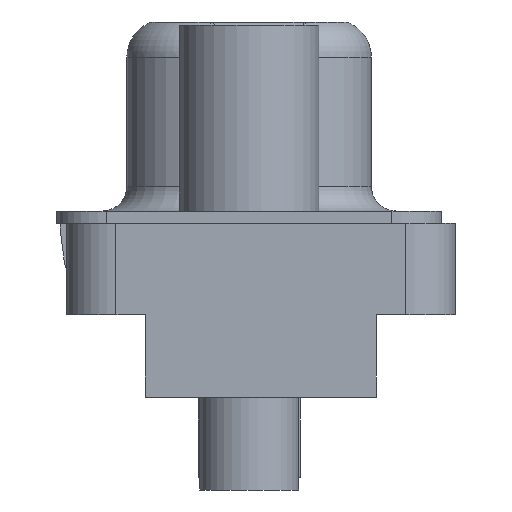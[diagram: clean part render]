
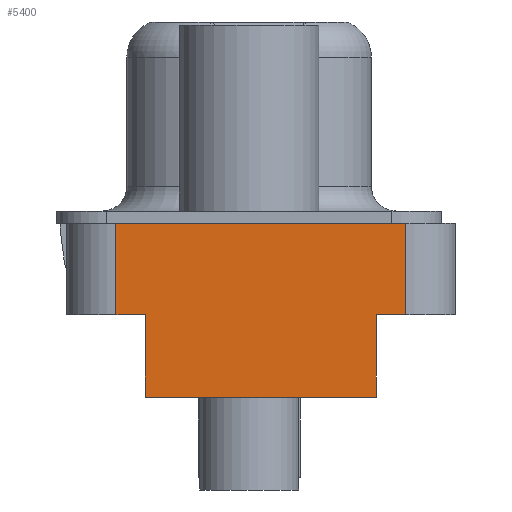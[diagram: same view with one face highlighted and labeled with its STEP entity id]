
A CAD part, left-side view. The second image highlights one B-rep face of the part: STEP entity #5400.
In plain terms, the highlighted planar face has unit normal (-1, 0, 0).
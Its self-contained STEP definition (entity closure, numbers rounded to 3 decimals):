
#93=LINE($,#7909,#650);
#175=LINE($,#8107,#732);
#183=LINE($,#8123,#740);
#205=LINE($,#8167,#762);
#207=LINE($,#8171,#764);
#211=LINE($,#8179,#768);
#213=LINE($,#8183,#770);
#217=LINE($,#8193,#774);
#650=VECTOR($,#6315,9.35);
#732=VECTOR($,#6477,0.95);
#740=VECTOR($,#6489,2.65);
#762=VECTOR($,#6529,7.45);
#764=VECTOR($,#6533,2.65);
#768=VECTOR($,#6541,0.95);
#770=VECTOR($,#6547,2.95);
#774=VECTOR($,#6563,2.95);
#1241=PLANE($,#5799);
#1603=FACE_OUTER_BOUND($,#1947,.T.);
#1947=EDGE_LOOP($,(#4042,#4043,#4044,#4045,#4046,#4047,#4048,#4049));
#2456=VERTEX_POINT($,#7906);
#2457=VERTEX_POINT($,#7908);
#2532=VERTEX_POINT($,#8104);
#2533=VERTEX_POINT($,#8106);
#2539=VERTEX_POINT($,#8121);
#2552=VERTEX_POINT($,#8165);
#2553=VERTEX_POINT($,#8169);
#2555=VERTEX_POINT($,#8177);
#2981=EDGE_CURVE($,#2456,#2457,#93,.T.);
#3080=EDGE_CURVE($,#2533,#2532,#175,.T.);
#3089=EDGE_CURVE($,#2539,#2532,#183,.T.);
#3111=EDGE_CURVE($,#2552,#2539,#205,.T.);
#3113=EDGE_CURVE($,#2552,#2553,#207,.T.);
#3118=EDGE_CURVE($,#2553,#2555,#211,.T.);
#3120=EDGE_CURVE($,#2457,#2555,#213,.T.);
#3124=EDGE_CURVE($,#2456,#2533,#217,.T.);
#4042=ORIENTED_EDGE($,*,*,#3113,.T.);
#4043=ORIENTED_EDGE($,*,*,#3118,.T.);
#4044=ORIENTED_EDGE($,*,*,#3120,.F.);
#4045=ORIENTED_EDGE($,*,*,#2981,.F.);
#4046=ORIENTED_EDGE($,*,*,#3124,.T.);
#4047=ORIENTED_EDGE($,*,*,#3080,.T.);
#4048=ORIENTED_EDGE($,*,*,#3089,.F.);
#4049=ORIENTED_EDGE($,*,*,#3111,.F.);
#5400=ADVANCED_FACE($,(#1603),#1241,.T.);
#5799=AXIS2_PLACEMENT_3D($,#8192,#6561,#6562);
#6315=DIRECTION($,(0.,-1.,0.));
#6477=DIRECTION($,(0.,-1.,0.));
#6489=DIRECTION($,(0.,0.,1.));
#6529=DIRECTION($,(0.,1.,0.));
#6533=DIRECTION($,(0.,0.,1.));
#6541=DIRECTION($,(0.,-1.,0.));
#6547=DIRECTION($,(0.,0.,-1.));
#6561=DIRECTION('center_axis',(-1.,0.,0.));
#6562=DIRECTION('ref_axis',(0.,0.,1.));
#6563=DIRECTION($,(0.,0.,-1.));
#7906=CARTESIAN_POINT('',(-15.495,4.297,5.6));
#7908=CARTESIAN_POINT('',(-15.495,-5.053,5.6));
#7909=CARTESIAN_POINT($,(-15.495,4.297,5.6));
#8104=CARTESIAN_POINT('',(-15.495,3.347,2.65));
#8106=CARTESIAN_POINT('',(-15.495,4.297,2.65));
#8107=CARTESIAN_POINT($,(-15.495,4.297,2.65));
#8121=CARTESIAN_POINT('',(-15.495,3.347,0.));
#8123=CARTESIAN_POINT($,(-15.495,3.347,0.));
#8165=CARTESIAN_POINT('',(-15.495,-4.103,0.));
#8167=CARTESIAN_POINT($,(-15.495,-4.103,0.));
#8169=CARTESIAN_POINT('',(-15.495,-4.103,2.65));
#8171=CARTESIAN_POINT($,(-15.495,-4.103,0.));
#8177=CARTESIAN_POINT('',(-15.495,-5.053,2.65));
#8179=CARTESIAN_POINT($,(-15.495,-4.103,2.65));
#8183=CARTESIAN_POINT($,(-15.495,-5.053,5.6));
#8192=CARTESIAN_POINT('Origin',(-15.495,-5.52,-0.28));
#8193=CARTESIAN_POINT($,(-15.495,4.297,5.6));
